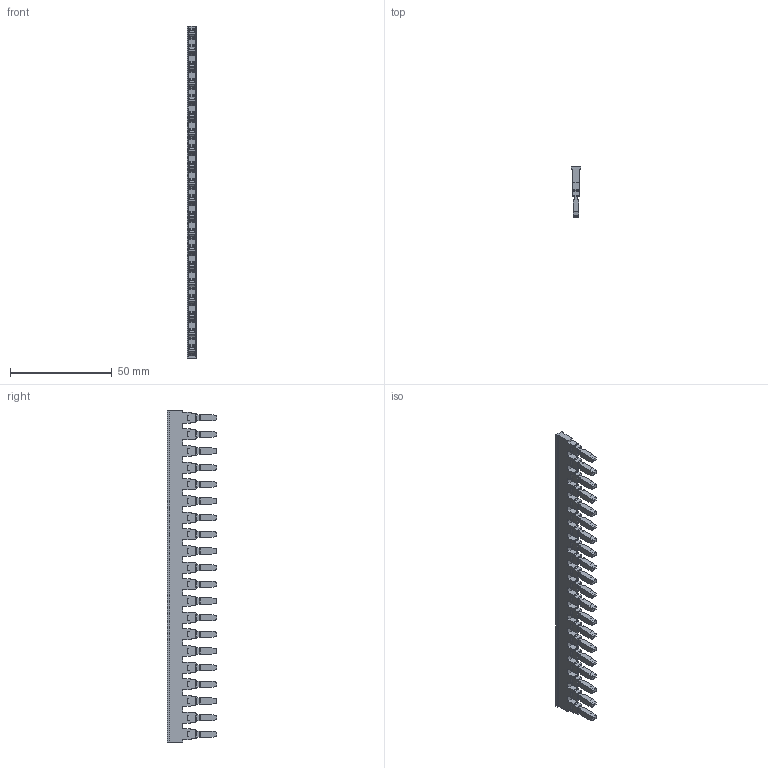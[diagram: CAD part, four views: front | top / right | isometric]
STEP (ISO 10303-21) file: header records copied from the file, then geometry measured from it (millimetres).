
FILE_DESCRIPTION (( 'STEP AP203' ), '1' );
FILE_NAME ('20''LÝ - 6 ÜST KÖPRÜ.STEP', '2020-03-23T13:21:11', ( '' ), ( '' ), 'SwSTEP 2.0', 'SolidWorks 2011', '' );
FILE_SCHEMA (( 'CONFIG_CONTROL_DESIGN' ));
Length unit declared in the file: millimetre
Products named in the file (1): 20''Lﾝ - 6 ﾜST KﾖPRﾜ
Bounding box: 4.5 x 24.5 x 163.4 mm (x, y, z)
Volume: 7545.1 mm3; surface area: 8393.8 mm2
Topology: 1 solids, 1 shells, 830 faces, 2224 edges, 1456 vertices
Faces by surface type: plane 630, cylinder 200
Entity records: 25725 total; most frequent: CARTESIAN_POINT 4511, ORIENTED_EDGE 4448, DIRECTION 4286, EDGE_CURVE 2224, VECTOR 1824, LINE 1824, VERTEX_POINT 1456, AXIS2_PLACEMENT_3D 1231
